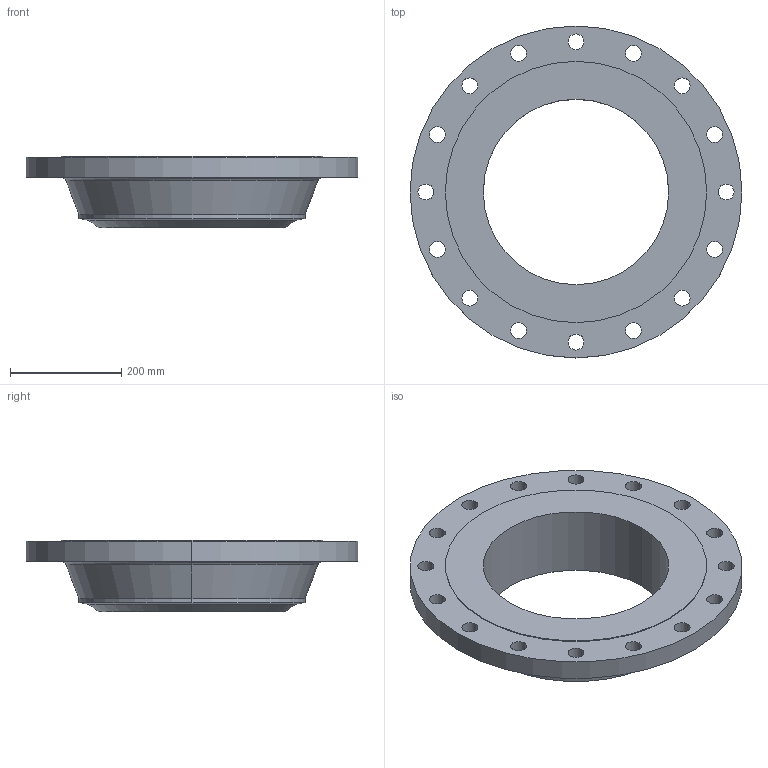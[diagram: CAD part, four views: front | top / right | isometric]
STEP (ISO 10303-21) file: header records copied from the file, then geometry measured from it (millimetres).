
FILE_DESCRIPTION (( 'STEP AP203' ), '1' );
FILE_NAME ('16_CL125_B161_RF_WNF_OB_S140.STEP', '2024-01-18T06:24:36', ( '' ), ( '' ), 'SwSTEP 2.0', 'SolidWorks 2023', '' );
FILE_SCHEMA (( 'CONFIG_CONTROL_DESIGN' ));
Length unit declared in the file: inch
Products named in the file (1): 16_CL125_B161_RF_WNF_OB_S140
Bounding box: 596.9 x 596.9 x 128.59 mm (x, y, z)
Volume: 11317388.6 mm3; surface area: 697247.2 mm2
Topology: 1 solids, 1 shells, 52 faces, 136 edges, 88 vertices
Faces by surface type: cylinder 40, cone 6, plane 4, torus 2
Entity records: 1793 total; most frequent: DIRECTION 332, CARTESIAN_POINT 277, ORIENTED_EDGE 272, AXIS2_PLACEMENT_3D 143, EDGE_CURVE 136, CIRCLE 90, EDGE_LOOP 88, VERTEX_POINT 88
